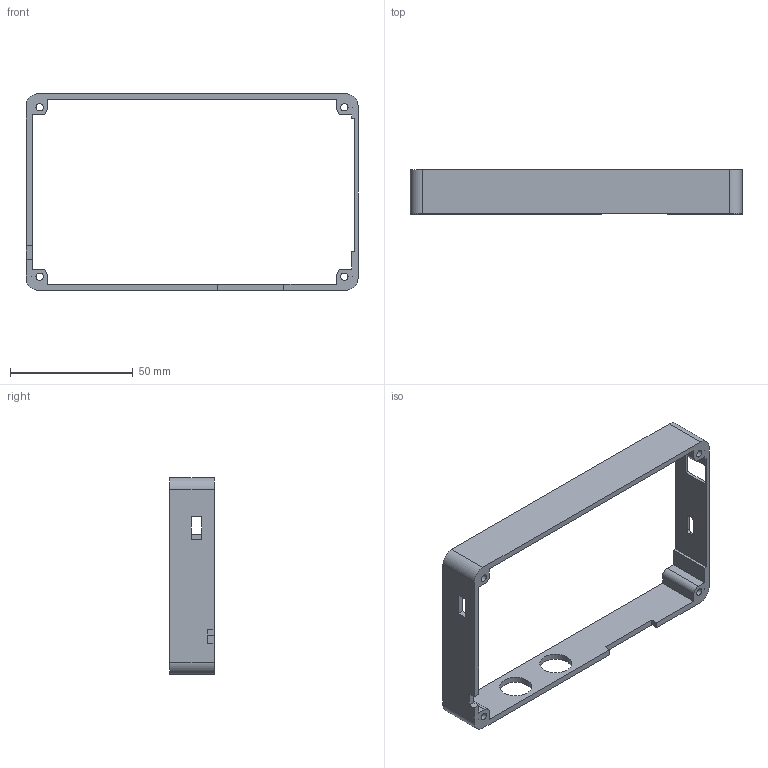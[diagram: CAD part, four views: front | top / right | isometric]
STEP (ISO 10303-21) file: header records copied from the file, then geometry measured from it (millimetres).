
FILE_DESCRIPTION(/* description */ (''),/* implementation_level */ '2;1');
FILE_NAME(/* name */ 'BITboy_Case.step',/* time_stamp */ '2024-09-11T09:40:52+02:00',/* author */ (''),/* organization */ (''),/* preprocessor_version */ 'ST-DEVELOPER v20',/* originating_system */ 'Autodesk Translation Framework v13.14.0.145',/* authorisation */ '');
FILE_SCHEMA (('AUTOMOTIVE_DESIGN { 1 0 10303 214 3 1 1 }'));
Length unit declared in the file: millimetre
Products named in the file (1): Case
Bounding box: 135 x 18 x 80 mm (x, y, z)
Volume: 18275.4 mm3; surface area: 17113.6 mm2
Topology: 1 solids, 1 shells, 68 faces, 201 edges, 134 vertices
Faces by surface type: plane 50, cylinder 18
Full cylindrical faces by diameter (mm): 3 x4, 13 x2
Entity records: 2356 total; most frequent: CARTESIAN_POINT 404, ORIENTED_EDGE 402, DIRECTION 375, EDGE_CURVE 201, LINE 165, VECTOR 165, VERTEX_POINT 134, AXIS2_PLACEMENT_3D 105
